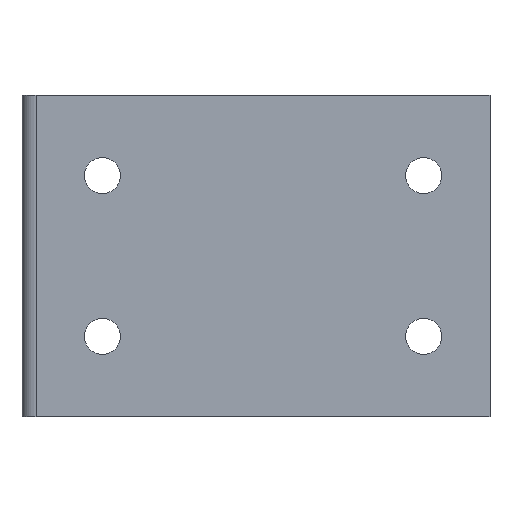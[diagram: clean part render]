
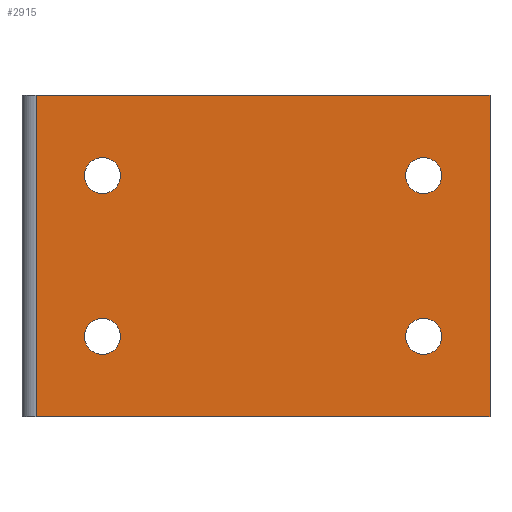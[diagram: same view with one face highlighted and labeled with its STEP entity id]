
A CAD part, front view. The second image highlights one B-rep face of the part: STEP entity #2915.
In plain terms, the highlighted planar face has unit normal (0, -1, 0).
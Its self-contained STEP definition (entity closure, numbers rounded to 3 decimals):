
#84=CARTESIAN_POINT('',(95.5,0.0,20.0));
#85=VERTEX_POINT('',#84);
#86=CARTESIAN_POINT('',(100.,0.0,20.0));
#87=DIRECTION('',(0.0,1.0,0.0));
#88=DIRECTION('',(1.0,0.0,0.0));
#89=AXIS2_PLACEMENT_3D('',#86,#87,#88);
#90=CIRCLE('',#89,4.5);
#91=EDGE_CURVE('',#85,#85,#90,.T.);
#194=CARTESIAN_POINT('',(15.5,0.0,20.0));
#195=VERTEX_POINT('',#194);
#196=CARTESIAN_POINT('',(20.,0.0,20.0));
#197=DIRECTION('',(0.0,1.0,0.0));
#198=DIRECTION('',(1.0,0.0,0.0));
#199=AXIS2_PLACEMENT_3D('',#196,#197,#198);
#200=CIRCLE('',#199,4.5);
#201=EDGE_CURVE('',#195,#195,#200,.T.);
#1620=CARTESIAN_POINT('',(95.5,0.0,-20.0));
#1621=VERTEX_POINT('',#1620);
#1622=CARTESIAN_POINT('',(100.,0.0,-20.0));
#1623=DIRECTION('',(0.0,1.0,0.0));
#1624=DIRECTION('',(1.0,0.0,0.0));
#1625=AXIS2_PLACEMENT_3D('',#1622,#1623,#1624);
#1626=CIRCLE('',#1625,4.5);
#1627=EDGE_CURVE('',#1621,#1621,#1626,.T.);
#1746=CARTESIAN_POINT('',(15.5,0.0,-20.0));
#1747=VERTEX_POINT('',#1746);
#1748=CARTESIAN_POINT('',(20.,0.0,-20.0));
#1749=DIRECTION('',(0.0,1.0,0.0));
#1750=DIRECTION('',(1.0,0.0,0.0));
#1751=AXIS2_PLACEMENT_3D('',#1748,#1749,#1750);
#1752=CIRCLE('',#1751,4.5);
#1753=EDGE_CURVE('',#1747,#1747,#1752,.T.);
#2667=CARTESIAN_POINT('',(116.5,0.0,-40.0));
#2668=VERTEX_POINT('',#2667);
#2675=CARTESIAN_POINT('',(3.5,0.0,-40.0));
#2676=VERTEX_POINT('',#2675);
#2677=CARTESIAN_POINT('',(3.5,0.0,-40.0));
#2678=DIRECTION('',(1.0,0.0,0.0));
#2679=VECTOR('',#2678,113.0);
#2680=LINE('',#2677,#2679);
#2681=EDGE_CURVE('',#2676,#2668,#2680,.T.);
#2861=CARTESIAN_POINT('',(116.5,0.0,40.0));
#2862=VERTEX_POINT('',#2861);
#2869=CARTESIAN_POINT('',(116.5,0.0,-40.0));
#2870=DIRECTION('',(0.0,0.0,1.0));
#2871=VECTOR('',#2870,80.0);
#2872=LINE('',#2869,#2871);
#2873=EDGE_CURVE('',#2668,#2862,#2872,.T.);
#2880=CARTESIAN_POINT('',(116.5,0.0,0.0));
#2881=DIRECTION('',(0.0,-1.0,0.0));
#2882=DIRECTION('',(0.0,0.0,-1.0));
#2883=AXIS2_PLACEMENT_3D('',#2880,#2881,#2882);
#2884=PLANE('',#2883);
#2885=CARTESIAN_POINT('',(3.5,0.0,40.0));
#2886=VERTEX_POINT('',#2885);
#2887=CARTESIAN_POINT('',(116.5,0.0,40.0));
#2888=DIRECTION('',(-1.0,0.0,0.0));
#2889=VECTOR('',#2888,113.0);
#2890=LINE('',#2887,#2889);
#2891=EDGE_CURVE('',#2862,#2886,#2890,.T.);
#2892=ORIENTED_EDGE('',*,*,#2891,.T.);
#2893=CARTESIAN_POINT('',(3.5,0.0,-40.0));
#2894=DIRECTION('',(0.0,0.0,1.0));
#2895=VECTOR('',#2894,80.0);
#2896=LINE('',#2893,#2895);
#2897=EDGE_CURVE('',#2676,#2886,#2896,.T.);
#2898=ORIENTED_EDGE('',*,*,#2897,.F.);
#2899=ORIENTED_EDGE('',*,*,#2681,.T.);
#2900=ORIENTED_EDGE('',*,*,#2873,.T.);
#2901=EDGE_LOOP('',(#2892,#2898,#2899,#2900));
#2902=FACE_OUTER_BOUND('',#2901,.T.);
#2903=ORIENTED_EDGE('',*,*,#91,.T.);
#2904=EDGE_LOOP('',(#2903));
#2905=FACE_BOUND('',#2904,.T.);
#2906=ORIENTED_EDGE('',*,*,#201,.T.);
#2907=EDGE_LOOP('',(#2906));
#2908=FACE_BOUND('',#2907,.T.);
#2909=ORIENTED_EDGE('',*,*,#1627,.T.);
#2910=EDGE_LOOP('',(#2909));
#2911=FACE_BOUND('',#2910,.T.);
#2912=ORIENTED_EDGE('',*,*,#1753,.T.);
#2913=EDGE_LOOP('',(#2912));
#2914=FACE_BOUND('',#2913,.T.);
#2915=ADVANCED_FACE('',(#2902,#2905,#2908,#2911,#2914),#2884,.T.);
